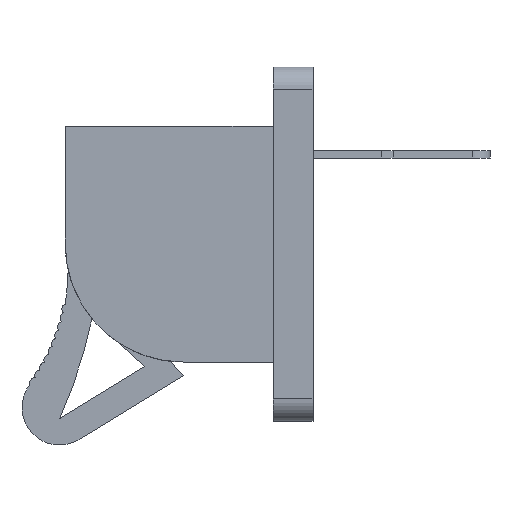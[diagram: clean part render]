
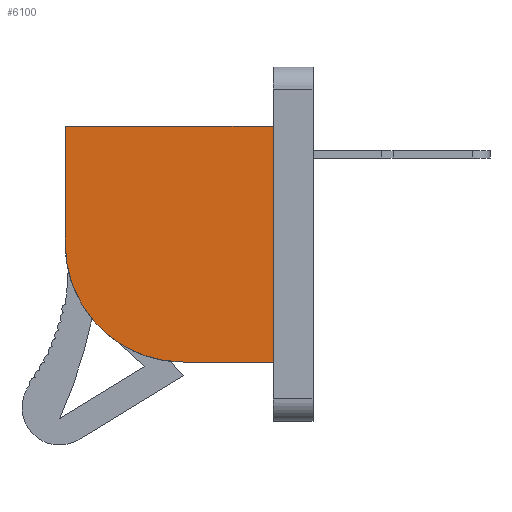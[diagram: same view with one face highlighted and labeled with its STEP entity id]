
A CAD part, left-side view. The second image highlights one B-rep face of the part: STEP entity #6100.
In plain terms, the highlighted planar face has unit normal (-1, 0, 0).
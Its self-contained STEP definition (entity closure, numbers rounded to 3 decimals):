
#465 = DIRECTION ( 'NONE',  ( 0., 0., -1. ) ) ;
#480 = CARTESIAN_POINT ( 'NONE',  ( -13.25, 16.8, -8. ) ) ;
#722 = EDGE_CURVE ( 'NONE', #900, #2133, #1490, .T. ) ;
#787 = CARTESIAN_POINT ( 'NONE',  ( -13.25, 8.8, -8. ) ) ;
#831 = ORIENTED_EDGE ( 'NONE', *, *, #1524, .F. ) ;
#833 = AXIS2_PLACEMENT_3D ( 'NONE', #6415, #2507, #2986 ) ;
#900 = VERTEX_POINT ( 'NONE', #2149 ) ;
#996 = LINE ( 'NONE', #3521, #3244 ) ;
#1124 = CARTESIAN_POINT ( 'NONE',  ( -13.25, 2.7, -8. ) ) ;
#1182 = VECTOR ( 'NONE', #3217, 1000. ) ;
#1390 = DIRECTION ( 'NONE',  ( 0., 0., 1. ) ) ;
#1490 = CIRCLE ( 'NONE', #833, 8. ) ;
#1524 = EDGE_CURVE ( 'NONE', #5766, #3036, #996, .T. ) ;
#1546 = FACE_OUTER_BOUND ( 'NONE', #6624, .T. ) ;
#1669 = ORIENTED_EDGE ( 'NONE', *, *, #722, .T. ) ;
#1891 = ORIENTED_EDGE ( 'NONE', *, *, #5612, .T. ) ;
#1994 = CARTESIAN_POINT ( 'NONE',  ( -13.25, 16.8, -8. ) ) ;
#2133 = VERTEX_POINT ( 'NONE', #787 ) ;
#2149 = CARTESIAN_POINT ( 'NONE',  ( -13.25, 16.8, 0. ) ) ;
#2507 = DIRECTION ( 'NONE',  ( -1., 0., 0. ) ) ;
#2620 = DIRECTION ( 'NONE',  ( 1., 0., 0. ) ) ;
#2975 = CARTESIAN_POINT ( 'NONE',  ( -13.25, 16.8, 8. ) ) ;
#2986 = DIRECTION ( 'NONE',  ( 0., 0., -1. ) ) ;
#3036 = VERTEX_POINT ( 'NONE', #3434 ) ;
#3217 = DIRECTION ( 'NONE',  ( 0., 0., 1. ) ) ;
#3244 = VECTOR ( 'NONE', #6761, 1000. ) ;
#3434 = CARTESIAN_POINT ( 'NONE',  ( -13.25, 2.7, 8. ) ) ;
#3521 = CARTESIAN_POINT ( 'NONE',  ( -13.25, 16.8, 8. ) ) ;
#3793 = VECTOR ( 'NONE', #6342, 1000. ) ;
#3932 = VECTOR ( 'NONE', #1390, 1000. ) ;
#4114 = LINE ( 'NONE', #1124, #1182 ) ;
#4253 = LINE ( 'NONE', #480, #3793 ) ;
#5173 = AXIS2_PLACEMENT_3D ( 'NONE', #5306, #2620, #465 ) ;
#5239 = PLANE ( 'NONE',  #5173 ) ;
#5306 = CARTESIAN_POINT ( 'NONE',  ( -13.25, 16.8, -8. ) ) ;
#5612 = EDGE_CURVE ( 'NONE', #2133, #6525, #4253, .T. ) ;
#5720 = ORIENTED_EDGE ( 'NONE', *, *, #6650, .T. ) ;
#5766 = VERTEX_POINT ( 'NONE', #2975 ) ;
#6100 = ADVANCED_FACE ( 'NONE', ( #1546 ), #5239, .F. ) ;
#6342 = DIRECTION ( 'NONE',  ( 0., -1., 0. ) ) ;
#6415 = CARTESIAN_POINT ( 'NONE',  ( -13.25, 8.8, 0. ) ) ;
#6467 = EDGE_CURVE ( 'NONE', #900, #5766, #6740, .T. ) ;
#6525 = VERTEX_POINT ( 'NONE', #6582 ) ;
#6582 = CARTESIAN_POINT ( 'NONE',  ( -13.25, 2.7, -8. ) ) ;
#6624 = EDGE_LOOP ( 'NONE', ( #6836, #1669, #1891, #5720, #831 ) ) ;
#6650 = EDGE_CURVE ( 'NONE', #6525, #3036, #4114, .T. ) ;
#6740 = LINE ( 'NONE', #1994, #3932 ) ;
#6761 = DIRECTION ( 'NONE',  ( 0., -1., 0. ) ) ;
#6836 = ORIENTED_EDGE ( 'NONE', *, *, #6467, .F. ) ;
